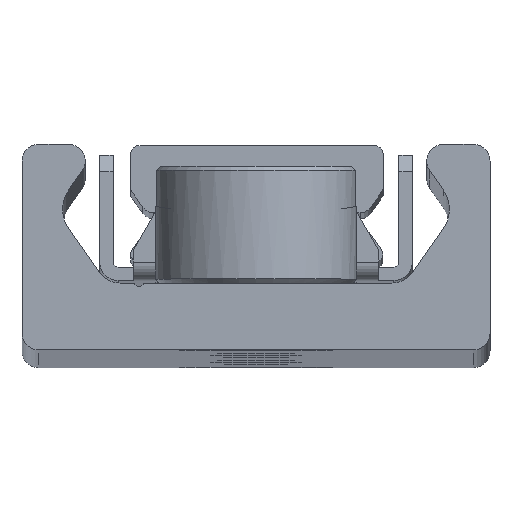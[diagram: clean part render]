
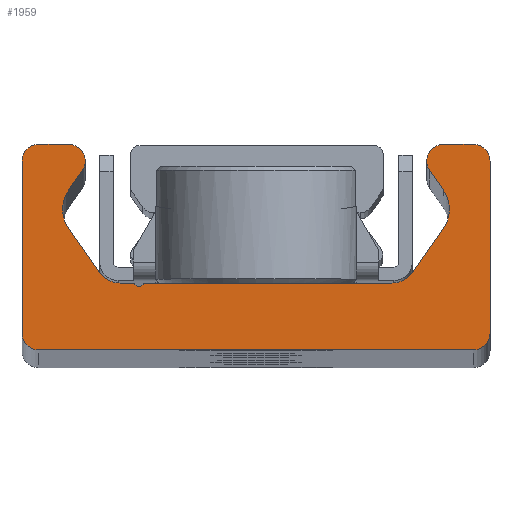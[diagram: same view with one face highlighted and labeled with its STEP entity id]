
A CAD part, top view. The second image highlights one B-rep face of the part: STEP entity #1959.
In plain terms, the highlighted planar face has unit normal (0, 0, 1).
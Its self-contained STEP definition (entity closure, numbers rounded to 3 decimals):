
#1071=CARTESIAN_POINT('',(-13.0,0.0,610.0));
#1072=VERTEX_POINT('',#1071);
#1073=CARTESIAN_POINT('',(-14.,1.0,610.0));
#1074=VERTEX_POINT('',#1073);
#1075=CARTESIAN_POINT('',(-13.0,1.0,610.0));
#1076=DIRECTION('',(0.0,0.0,-1.0));
#1077=DIRECTION('',(-1.0,0.0,0.0));
#1078=AXIS2_PLACEMENT_3D('',#1075,#1076,#1077);
#1079=CIRCLE('',#1078,1.0);
#1080=EDGE_CURVE('',#1072,#1074,#1079,.T.);
#1113=CARTESIAN_POINT('',(-14.,11.3,610.0));
#1114=VERTEX_POINT('',#1113);
#1115=CARTESIAN_POINT('',(-14.,1.0,610.0));
#1116=DIRECTION('',(0.0,1.0,0.0));
#1117=VECTOR('',#1116,10.3);
#1118=LINE('',#1115,#1117);
#1119=EDGE_CURVE('',#1074,#1114,#1118,.T.);
#1144=CARTESIAN_POINT('',(-13.0,12.3,610.0));
#1145=VERTEX_POINT('',#1144);
#1146=CARTESIAN_POINT('',(-13.0,11.3,610.0));
#1147=DIRECTION('',(0.0,0.0,-1.0));
#1148=DIRECTION('',(0.0,1.0,0.0));
#1149=AXIS2_PLACEMENT_3D('',#1146,#1147,#1148);
#1150=CIRCLE('',#1149,1.0);
#1151=EDGE_CURVE('',#1114,#1145,#1150,.T.);
#1177=CARTESIAN_POINT('',(-11.214,12.3,610.0));
#1178=VERTEX_POINT('',#1177);
#1179=CARTESIAN_POINT('',(-13.0,12.3,610.0));
#1180=DIRECTION('',(1.0,0.0,0.0));
#1181=VECTOR('',#1180,1.786);
#1182=LINE('',#1179,#1181);
#1183=EDGE_CURVE('',#1145,#1178,#1182,.T.);
#1208=CARTESIAN_POINT('',(-10.395,10.726,610.0));
#1209=VERTEX_POINT('',#1208);
#1210=CARTESIAN_POINT('',(-11.214,11.3,610.0));
#1211=DIRECTION('',(0.0,0.0,-1.0));
#1212=DIRECTION('',(0.819,-0.574,0.0));
#1213=AXIS2_PLACEMENT_3D('',#1210,#1211,#1212);
#1214=CIRCLE('',#1213,1.0);
#1215=EDGE_CURVE('',#1178,#1209,#1214,.T.);
#1241=CARTESIAN_POINT('',(-11.206,9.567,610.0));
#1242=VERTEX_POINT('',#1241);
#1243=CARTESIAN_POINT('',(-10.395,10.726,610.0));
#1244=DIRECTION('',(-0.574,-0.819,0.0));
#1245=VECTOR('',#1244,1.415);
#1246=LINE('',#1243,#1245);
#1247=EDGE_CURVE('',#1209,#1242,#1246,.T.);
#1272=CARTESIAN_POINT('',(-11.206,7.273,610.0));
#1273=VERTEX_POINT('',#1272);
#1274=CARTESIAN_POINT('',(-9.568,8.42,610.0));
#1275=DIRECTION('',(0.0,0.0,1.0));
#1276=DIRECTION('',(0.819,-0.574,0.0));
#1277=AXIS2_PLACEMENT_3D('',#1274,#1275,#1276);
#1278=CIRCLE('',#1277,2.0);
#1279=EDGE_CURVE('',#1242,#1273,#1278,.T.);
#1305=CARTESIAN_POINT('',(-9.363,4.64,610.0));
#1306=VERTEX_POINT('',#1305);
#1307=CARTESIAN_POINT('',(-11.206,7.273,610.0));
#1308=DIRECTION('',(0.574,-0.819,0.0));
#1309=VECTOR('',#1308,3.215);
#1310=LINE('',#1307,#1309);
#1311=EDGE_CURVE('',#1273,#1306,#1310,.T.);
#1336=CARTESIAN_POINT('',(-8.134,4.0,610.0));
#1337=VERTEX_POINT('',#1336);
#1338=CARTESIAN_POINT('',(-8.134,5.5,610.0));
#1339=DIRECTION('',(0.0,0.0,1.0));
#1340=DIRECTION('',(0.819,0.574,0.0));
#1341=AXIS2_PLACEMENT_3D('',#1338,#1339,#1340);
#1342=CIRCLE('',#1341,1.5);
#1343=EDGE_CURVE('',#1306,#1337,#1342,.T.);
#1369=CARTESIAN_POINT('',(-7.335,4.,610.0));
#1370=VERTEX_POINT('',#1369);
#1371=CARTESIAN_POINT('',(-8.134,4.0,610.0));
#1372=DIRECTION('',(1.0,0.0,0.0));
#1373=VECTOR('',#1372,0.798);
#1374=LINE('',#1371,#1373);
#1375=EDGE_CURVE('',#1337,#1370,#1374,.T.);
#1400=CARTESIAN_POINT('',(-7.24,3.929,610.0));
#1401=VERTEX_POINT('',#1400);
#1402=CARTESIAN_POINT('',(-7.335,3.9,610.0));
#1403=DIRECTION('',(0.0,0.0,-1.));
#1404=DIRECTION('',(0.958,0.286,0.0));
#1405=AXIS2_PLACEMENT_3D('',#1402,#1403,#1404);
#1406=CIRCLE('',#1405,0.1);
#1407=EDGE_CURVE('',#1370,#1401,#1406,.T.);
#1433=CARTESIAN_POINT('',(-6.76,3.929,610.0));
#1434=VERTEX_POINT('',#1433);
#1435=CARTESIAN_POINT('',(-7.,4.0,610.0));
#1436=DIRECTION('',(0.0,0.0,1.));
#1437=DIRECTION('',(0.958,0.286,0.0));
#1438=AXIS2_PLACEMENT_3D('',#1435,#1436,#1437);
#1439=CIRCLE('',#1438,0.25);
#1440=EDGE_CURVE('',#1401,#1434,#1439,.T.);
#1466=CARTESIAN_POINT('',(-6.665,4.,610.0));
#1467=VERTEX_POINT('',#1466);
#1468=CARTESIAN_POINT('',(-6.665,3.9,610.0));
#1469=DIRECTION('',(0.0,0.0,-1.0));
#1470=DIRECTION('',(0.0,1.0,0.0));
#1471=AXIS2_PLACEMENT_3D('',#1468,#1469,#1470);
#1472=CIRCLE('',#1471,0.1);
#1473=EDGE_CURVE('',#1434,#1467,#1472,.T.);
#1499=CARTESIAN_POINT('',(8.134,4.,610.0));
#1500=VERTEX_POINT('',#1499);
#1501=CARTESIAN_POINT('',(-6.665,4.,610.0));
#1502=DIRECTION('',(1.0,0.0,0.0));
#1503=VECTOR('',#1502,14.798);
#1504=LINE('',#1501,#1503);
#1505=EDGE_CURVE('',#1467,#1500,#1504,.T.);
#1560=CARTESIAN_POINT('',(9.363,4.64,610.0));
#1561=VERTEX_POINT('',#1560);
#1562=CARTESIAN_POINT('',(8.134,5.5,610.0));
#1563=DIRECTION('',(0.0,0.0,1.0));
#1564=DIRECTION('',(0.0,1.0,0.0));
#1565=AXIS2_PLACEMENT_3D('',#1562,#1563,#1564);
#1566=CIRCLE('',#1565,1.5);
#1567=EDGE_CURVE('',#1500,#1561,#1566,.T.);
#1593=CARTESIAN_POINT('',(11.206,7.273,610.0));
#1594=VERTEX_POINT('',#1593);
#1595=CARTESIAN_POINT('',(9.363,4.64,610.0));
#1596=DIRECTION('',(0.574,0.819,0.0));
#1597=VECTOR('',#1596,3.215);
#1598=LINE('',#1595,#1597);
#1599=EDGE_CURVE('',#1561,#1594,#1598,.T.);
#1624=CARTESIAN_POINT('',(11.206,9.567,610.0));
#1625=VERTEX_POINT('',#1624);
#1626=CARTESIAN_POINT('',(9.568,8.42,610.0));
#1627=DIRECTION('',(0.0,0.0,1.));
#1628=DIRECTION('',(-0.819,0.574,0.0));
#1629=AXIS2_PLACEMENT_3D('',#1626,#1627,#1628);
#1630=CIRCLE('',#1629,2.0);
#1631=EDGE_CURVE('',#1594,#1625,#1630,.T.);
#1657=CARTESIAN_POINT('',(10.395,10.726,610.0));
#1658=VERTEX_POINT('',#1657);
#1659=CARTESIAN_POINT('',(11.206,9.567,610.0));
#1660=DIRECTION('',(-0.574,0.819,0.0));
#1661=VECTOR('',#1660,1.415);
#1662=LINE('',#1659,#1661);
#1663=EDGE_CURVE('',#1625,#1658,#1662,.T.);
#1688=CARTESIAN_POINT('',(11.214,12.3,610.0));
#1689=VERTEX_POINT('',#1688);
#1690=CARTESIAN_POINT('',(11.214,11.3,610.0));
#1691=DIRECTION('',(0.0,0.0,-1.0));
#1692=DIRECTION('',(0.0,1.0,0.0));
#1693=AXIS2_PLACEMENT_3D('',#1690,#1691,#1692);
#1694=CIRCLE('',#1693,1.0);
#1695=EDGE_CURVE('',#1658,#1689,#1694,.T.);
#1721=CARTESIAN_POINT('',(13.0,12.3,610.0));
#1722=VERTEX_POINT('',#1721);
#1723=CARTESIAN_POINT('',(11.214,12.3,610.0));
#1724=DIRECTION('',(1.0,0.0,0.0));
#1725=VECTOR('',#1724,1.786);
#1726=LINE('',#1723,#1725);
#1727=EDGE_CURVE('',#1689,#1722,#1726,.T.);
#1752=CARTESIAN_POINT('',(14.,11.3,610.0));
#1753=VERTEX_POINT('',#1752);
#1754=CARTESIAN_POINT('',(13.0,11.3,610.0));
#1755=DIRECTION('',(0.0,0.0,-1.0));
#1756=DIRECTION('',(1.0,0.0,0.0));
#1757=AXIS2_PLACEMENT_3D('',#1754,#1755,#1756);
#1758=CIRCLE('',#1757,1.0);
#1759=EDGE_CURVE('',#1722,#1753,#1758,.T.);
#1785=CARTESIAN_POINT('',(14.,1.0,610.0));
#1786=VERTEX_POINT('',#1785);
#1787=CARTESIAN_POINT('',(14.,11.3,610.0));
#1788=DIRECTION('',(0.0,-1.0,0.0));
#1789=VECTOR('',#1788,10.3);
#1790=LINE('',#1787,#1789);
#1791=EDGE_CURVE('',#1753,#1786,#1790,.T.);
#1816=CARTESIAN_POINT('',(13.0,0.0,610.0));
#1817=VERTEX_POINT('',#1816);
#1818=CARTESIAN_POINT('',(13.0,1.0,610.0));
#1819=DIRECTION('',(0.0,0.0,-1.0));
#1820=DIRECTION('',(0.0,-1.0,0.0));
#1821=AXIS2_PLACEMENT_3D('',#1818,#1819,#1820);
#1822=CIRCLE('',#1821,1.0);
#1823=EDGE_CURVE('',#1786,#1817,#1822,.T.);
#1849=CARTESIAN_POINT('',(13.0,0.0,610.0));
#1850=DIRECTION('',(-1.0,0.0,0.0));
#1851=VECTOR('',#1850,26.0);
#1852=LINE('',#1849,#1851);
#1853=EDGE_CURVE('',#1817,#1072,#1852,.T.);
#1928=CARTESIAN_POINT('',(-0.017,4.731,610.0));
#1929=DIRECTION('',(0.0,0.0,1.0));
#1930=DIRECTION('',(1.0,0.0,0.0));
#1931=AXIS2_PLACEMENT_3D('',#1928,#1929,#1930);
#1932=PLANE('',#1931);
#1933=ORIENTED_EDGE('',*,*,#1080,.F.);
#1934=ORIENTED_EDGE('',*,*,#1853,.F.);
#1935=ORIENTED_EDGE('',*,*,#1823,.F.);
#1936=ORIENTED_EDGE('',*,*,#1791,.F.);
#1937=ORIENTED_EDGE('',*,*,#1759,.F.);
#1938=ORIENTED_EDGE('',*,*,#1727,.F.);
#1939=ORIENTED_EDGE('',*,*,#1695,.F.);
#1940=ORIENTED_EDGE('',*,*,#1663,.F.);
#1941=ORIENTED_EDGE('',*,*,#1631,.F.);
#1942=ORIENTED_EDGE('',*,*,#1599,.F.);
#1943=ORIENTED_EDGE('',*,*,#1567,.F.);
#1944=ORIENTED_EDGE('',*,*,#1505,.F.);
#1945=ORIENTED_EDGE('',*,*,#1473,.F.);
#1946=ORIENTED_EDGE('',*,*,#1440,.F.);
#1947=ORIENTED_EDGE('',*,*,#1407,.F.);
#1948=ORIENTED_EDGE('',*,*,#1375,.F.);
#1949=ORIENTED_EDGE('',*,*,#1343,.F.);
#1950=ORIENTED_EDGE('',*,*,#1311,.F.);
#1951=ORIENTED_EDGE('',*,*,#1279,.F.);
#1952=ORIENTED_EDGE('',*,*,#1247,.F.);
#1953=ORIENTED_EDGE('',*,*,#1215,.F.);
#1954=ORIENTED_EDGE('',*,*,#1183,.F.);
#1955=ORIENTED_EDGE('',*,*,#1151,.F.);
#1956=ORIENTED_EDGE('',*,*,#1119,.F.);
#1957=EDGE_LOOP('',(#1933,#1934,#1935,#1936,#1937,#1938,#1939,#1940,#1941,#1942,#1943,#1944,#1945,#1946,#1947,#1948,#1949,#1950,#1951,#1952,#1953,#1954,#1955,#1956));
#1958=FACE_OUTER_BOUND('',#1957,.T.);
#1959=ADVANCED_FACE('',(#1958),#1932,.T.);
